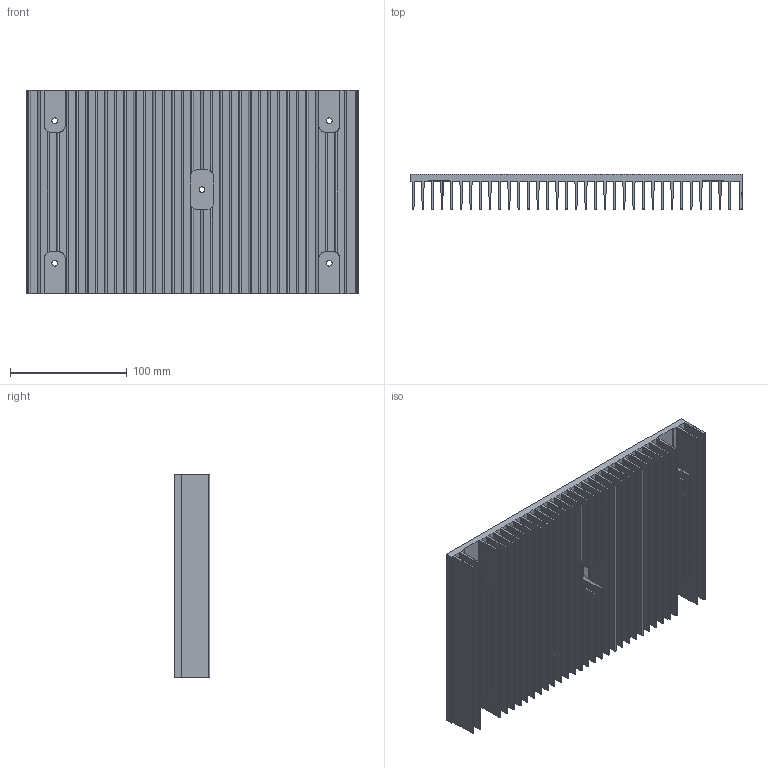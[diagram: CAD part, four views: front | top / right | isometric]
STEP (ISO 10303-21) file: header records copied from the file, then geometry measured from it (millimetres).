
FILE_DESCRIPTION(('STEP AP242'), '1');
FILE_NAME('購葠.752695.036 - 冓儰僗闉_257', '', ('UNSPECIFIED'), ('UNSPECIFIED'), 'ASCON STEP Converter 1.6', 'ASCON Math Kernel', '');
FILE_SCHEMA(('AP242_MANAGED_MODEL_BASED_3D_ENGINEERING_MIM_LF { 1 0 10303 442 1 1 4 }'));
Length unit declared in the file: millimetre
Products named in the file (1): 購葠.752695.036
Bounding box: 284 x 30 x 174 mm (x, y, z)
Volume: 525454.7 mm3; surface area: 374085 mm2
Topology: 1 solids, 1 shells, 206 faces, 612 edges, 408 vertices
Faces by surface type: plane 150, cylinder 56
Full cylindrical faces by diameter (mm): 4.8 x5
Entity records: 8861 total; most frequent: CARTESIAN_POINT 1616, ORIENTED_EDGE 1214, DIRECTION 1101, EDGE_CURVE 607, LINE 463, VECTOR 463, VERTEX_POINT 408, AXIS2_PLACEMENT_3D 319
